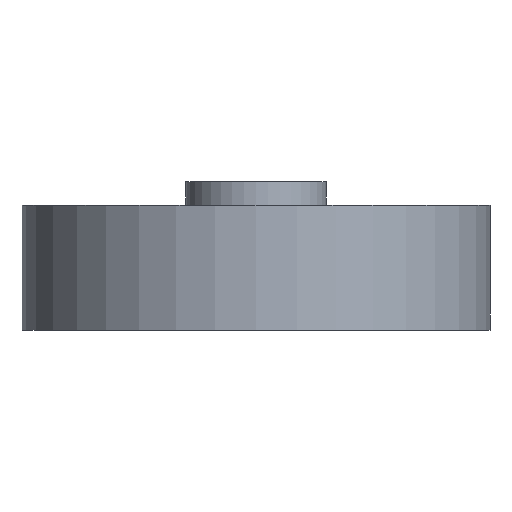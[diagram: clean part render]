
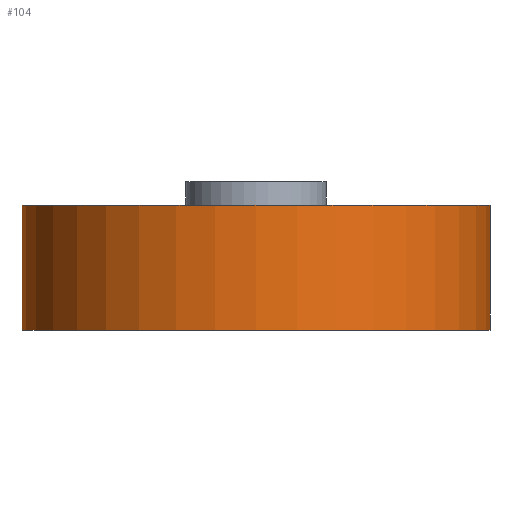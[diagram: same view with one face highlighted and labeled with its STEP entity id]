
A CAD part, left-side view. The second image highlights one B-rep face of the part: STEP entity #104.
In plain terms, the highlighted cylindrical face has radius 15 mm (diameter 30 mm), a full revolution.
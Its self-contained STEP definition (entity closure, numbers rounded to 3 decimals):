
#104 = ADVANCED_FACE( '', ( #193, #194 ), #195, .T. );
#193 = FACE_OUTER_BOUND( '', #527, .T. );
#194 = FACE_OUTER_BOUND( '', #528, .T. );
#195 = CYLINDRICAL_SURFACE( '', #529, 15. );
#527 = EDGE_LOOP( '', ( #610 ) );
#528 = EDGE_LOOP( '', ( #611 ) );
#529 = AXIS2_PLACEMENT_3D( '', #612, #613, #614 );
#610 = ORIENTED_EDGE( '', *, *, #660, .T. );
#611 = ORIENTED_EDGE( '', *, *, #664, .F. );
#612 = CARTESIAN_POINT( '', ( 0., 0., -57. ) );
#613 = DIRECTION( '', ( 0., 0., 1. ) );
#614 = DIRECTION( '', ( -1., 0., 0. ) );
#660 = EDGE_CURVE( '', #703, #703, #704, .T. );
#664 = EDGE_CURVE( '', #708, #708, #709, .T. );
#703 = VERTEX_POINT( '', #782 );
#704 = CIRCLE( '', #783, 15. );
#708 = VERTEX_POINT( '', #787 );
#709 = CIRCLE( '', #788, 15. );
#782 = CARTESIAN_POINT( '', ( -15., 0., 8. ) );
#783 = AXIS2_PLACEMENT_3D( '', #828, #829, #830 );
#787 = CARTESIAN_POINT( '', ( -15., 0., 0. ) );
#788 = AXIS2_PLACEMENT_3D( '', #831, #832, #833 );
#828 = CARTESIAN_POINT( '', ( 0., 0., 8. ) );
#829 = DIRECTION( '', ( 0., 0., -1. ) );
#830 = DIRECTION( '', ( -1., 0., 0. ) );
#831 = CARTESIAN_POINT( '', ( 0., 0., 0. ) );
#832 = DIRECTION( '', ( 0., 0., -1. ) );
#833 = DIRECTION( '', ( -1., 0., 0. ) );
